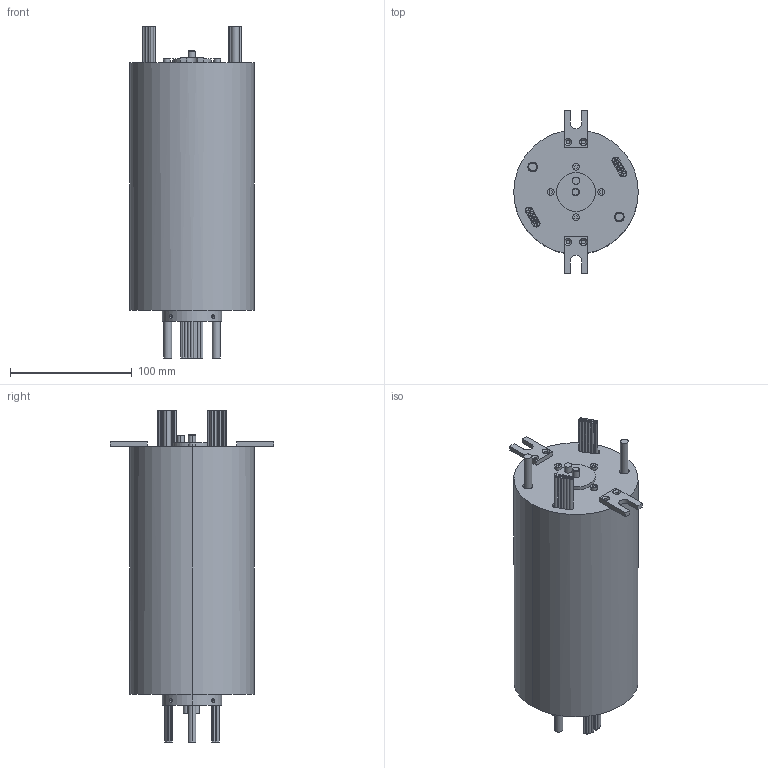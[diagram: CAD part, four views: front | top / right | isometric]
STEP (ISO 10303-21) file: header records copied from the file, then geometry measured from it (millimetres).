
FILE_DESCRIPTION (( 'STEP AP214' ), '1' );
FILE_NAME ('RX01102004(1).STEP', '2020-11-07T09:06:12', ( 'admin321' ), ( '' ), 'SwSTEP 2.0', 'SolidWorks 2014', '' );
FILE_SCHEMA (( 'AUTOMOTIVE_DESIGN' ));
Length unit declared in the file: millimetre
Products named in the file (1): RX01102004(1)
Bounding box: 102 x 134 x 272.2 mm (x, y, z)
Volume: 1691471.7 mm3; surface area: 99735 mm2
Topology: 2 solids, 2 shells, 317 faces, 682 edges, 444 vertices
Faces by surface type: cylinder 172, plane 129, cone 16
Entity records: 8903 total; most frequent: DIRECTION 1650, CARTESIAN_POINT 1644, ORIENTED_EDGE 1348, EDGE_CURVE 674, AXIS2_PLACEMENT_3D 666, VERTEX_POINT 444, EDGE_LOOP 400, CIRCLE 348
